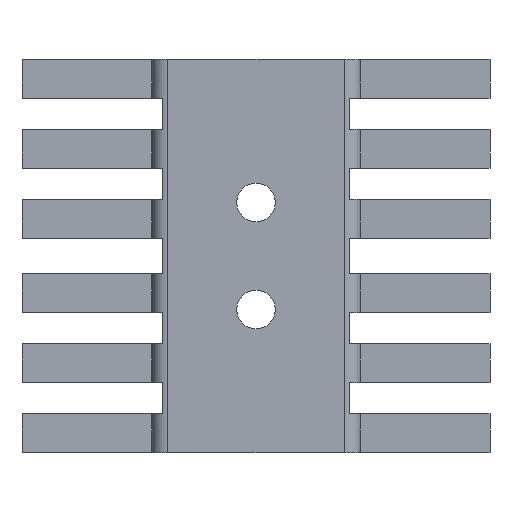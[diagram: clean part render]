
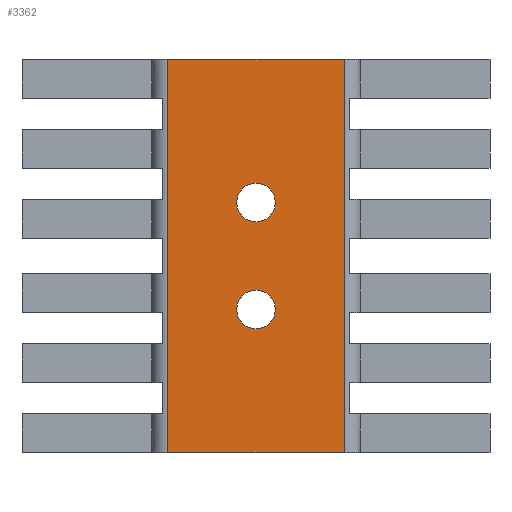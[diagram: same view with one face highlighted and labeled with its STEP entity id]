
A CAD part, front view. The second image highlights one B-rep face of the part: STEP entity #3362.
In plain terms, the highlighted planar face has unit normal (0, -1, 0).
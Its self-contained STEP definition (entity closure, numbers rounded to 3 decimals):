
#2 = ORIENTED_EDGE ( 'NONE', *, *, #2360, .F. ) ;
#59 = LINE ( 'NONE', #3108, #3423 ) ;
#69 = ORIENTED_EDGE ( 'NONE', *, *, #768, .T. ) ;
#73 = CARTESIAN_POINT ( 'NONE',  ( -8.39, -1.02, -37.34 ) ) ;
#123 = ORIENTED_EDGE ( 'NONE', *, *, #1882, .T. ) ;
#136 = AXIS2_PLACEMENT_3D ( 'NONE', #670, #2620, #1779 ) ;
#206 = VECTOR ( 'NONE', #2809, 1000. ) ;
#223 = DIRECTION ( 'NONE',  ( 0., 0., -1. ) ) ;
#286 = VERTEX_POINT ( 'NONE', #73 ) ;
#421 = VERTEX_POINT ( 'NONE', #2373 ) ;
#468 = CARTESIAN_POINT ( 'NONE',  ( 8.39, -1.02, -37.34 ) ) ;
#570 = VERTEX_POINT ( 'NONE', #468 ) ;
#665 = VECTOR ( 'NONE', #698, 1000. ) ;
#670 = CARTESIAN_POINT ( 'NONE',  ( 0., -1.02, -23.75 ) ) ;
#698 = DIRECTION ( 'NONE',  ( 1., 0., 0. ) ) ;
#702 = FACE_BOUND ( 'NONE', #2870, .T. ) ;
#721 = AXIS2_PLACEMENT_3D ( 'NONE', #3583, #813, #3306 ) ;
#768 = EDGE_CURVE ( 'NONE', #286, #570, #1988, .T. ) ;
#813 = DIRECTION ( 'NONE',  ( 0., -1., 0. ) ) ;
#856 = DIRECTION ( 'NONE',  ( 0., 0., -1. ) ) ;
#932 = EDGE_LOOP ( 'NONE', ( #69, #1704, #3505, #3528 ) ) ;
#939 = CARTESIAN_POINT ( 'NONE',  ( 1.83, -1.02, -23.75 ) ) ;
#1120 = CARTESIAN_POINT ( 'NONE',  ( -8.39, -1.02, 0. ) ) ;
#1250 = PLANE ( 'NONE',  #2422 ) ;
#1306 = DIRECTION ( 'NONE',  ( -1., 0., 0. ) ) ;
#1313 = VERTEX_POINT ( 'NONE', #3165 ) ;
#1328 = ORIENTED_EDGE ( 'NONE', *, *, #2750, .F. ) ;
#1607 = DIRECTION ( 'NONE',  ( 0., -1., 0. ) ) ;
#1637 = CARTESIAN_POINT ( 'NONE',  ( 0., -1.02, -13.59 ) ) ;
#1681 = VERTEX_POINT ( 'NONE', #1120 ) ;
#1699 = FACE_BOUND ( 'NONE', #2192, .T. ) ;
#1700 = CIRCLE ( 'NONE', #136, 1.83 ) ;
#1704 = ORIENTED_EDGE ( 'NONE', *, *, #3534, .F. ) ;
#1779 = DIRECTION ( 'NONE',  ( -1., 0., 0. ) ) ;
#1848 = CARTESIAN_POINT ( 'NONE',  ( 0., -1.02, -23.75 ) ) ;
#1882 = EDGE_CURVE ( 'NONE', #421, #2977, #1700, .T. ) ;
#1983 = VERTEX_POINT ( 'NONE', #2447 ) ;
#1988 = LINE ( 'NONE', #2289, #206 ) ;
#2130 = EDGE_CURVE ( 'NONE', #1681, #286, #59, .T. ) ;
#2189 = CARTESIAN_POINT ( 'NONE',  ( 8.39, -1.02, 0. ) ) ;
#2192 = EDGE_LOOP ( 'NONE', ( #123, #2202 ) ) ;
#2202 = ORIENTED_EDGE ( 'NONE', *, *, #3539, .T. ) ;
#2246 = EDGE_CURVE ( 'NONE', #1681, #2332, #2322, .T. ) ;
#2289 = CARTESIAN_POINT ( 'NONE',  ( 8.39, -1.02, -37.34 ) ) ;
#2293 = CIRCLE ( 'NONE', #721, 1.83 ) ;
#2307 = FACE_OUTER_BOUND ( 'NONE', #932, .T. ) ;
#2322 = LINE ( 'NONE', #2399, #665 ) ;
#2332 = VERTEX_POINT ( 'NONE', #2922 ) ;
#2360 = EDGE_CURVE ( 'NONE', #1313, #1983, #2293, .T. ) ;
#2373 = CARTESIAN_POINT ( 'NONE',  ( -1.83, -1.02, -23.75 ) ) ;
#2387 = DIRECTION ( 'NONE',  ( 0., 1., 0. ) ) ;
#2399 = CARTESIAN_POINT ( 'NONE',  ( 8.39, -1.02, 0. ) ) ;
#2422 = AXIS2_PLACEMENT_3D ( 'NONE', #2613, #2387, #2634 ) ;
#2435 = DIRECTION ( 'NONE',  ( -1., 0., 0. ) ) ;
#2447 = CARTESIAN_POINT ( 'NONE',  ( -1.83, -1.02, -13.59 ) ) ;
#2613 = CARTESIAN_POINT ( 'NONE',  ( 8.39, -1.02, 0. ) ) ;
#2620 = DIRECTION ( 'NONE',  ( 0., 1., 0. ) ) ;
#2634 = DIRECTION ( 'NONE',  ( -1., 0., 0. ) ) ;
#2750 = EDGE_CURVE ( 'NONE', #1983, #1313, #2810, .T. ) ;
#2764 = CIRCLE ( 'NONE', #3013, 1.83 ) ;
#2809 = DIRECTION ( 'NONE',  ( 1., 0., 0. ) ) ;
#2810 = CIRCLE ( 'NONE', #3235, 1.83 ) ;
#2870 = EDGE_LOOP ( 'NONE', ( #1328, #2 ) ) ;
#2922 = CARTESIAN_POINT ( 'NONE',  ( 8.39, -1.02, 0. ) ) ;
#2951 = VECTOR ( 'NONE', #223, 1000. ) ;
#2977 = VERTEX_POINT ( 'NONE', #939 ) ;
#3013 = AXIS2_PLACEMENT_3D ( 'NONE', #1848, #3586, #1306 ) ;
#3108 = CARTESIAN_POINT ( 'NONE',  ( -8.39, -1.02, 0. ) ) ;
#3165 = CARTESIAN_POINT ( 'NONE',  ( 1.83, -1.02, -13.59 ) ) ;
#3235 = AXIS2_PLACEMENT_3D ( 'NONE', #1637, #1607, #2435 ) ;
#3306 = DIRECTION ( 'NONE',  ( -1., 0., 0. ) ) ;
#3362 = ADVANCED_FACE ( 'NONE', ( #1699, #2307, #702 ), #1250, .F. ) ;
#3423 = VECTOR ( 'NONE', #856, 1000. ) ;
#3505 = ORIENTED_EDGE ( 'NONE', *, *, #2246, .F. ) ;
#3528 = ORIENTED_EDGE ( 'NONE', *, *, #2130, .T. ) ;
#3534 = EDGE_CURVE ( 'NONE', #2332, #570, #3615, .T. ) ;
#3539 = EDGE_CURVE ( 'NONE', #2977, #421, #2764, .T. ) ;
#3583 = CARTESIAN_POINT ( 'NONE',  ( 0., -1.02, -13.59 ) ) ;
#3586 = DIRECTION ( 'NONE',  ( 0., 1., 0. ) ) ;
#3615 = LINE ( 'NONE', #2189, #2951 ) ;
